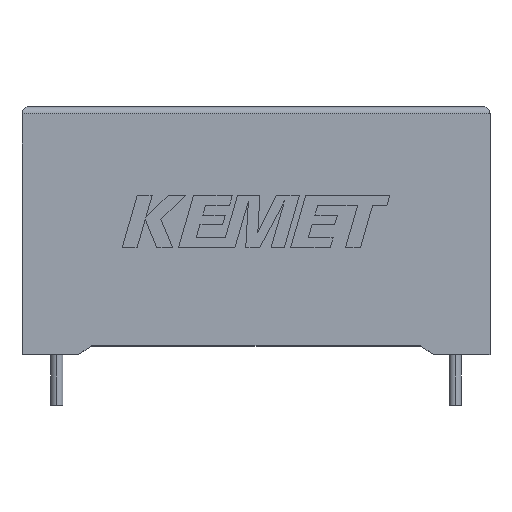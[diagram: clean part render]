
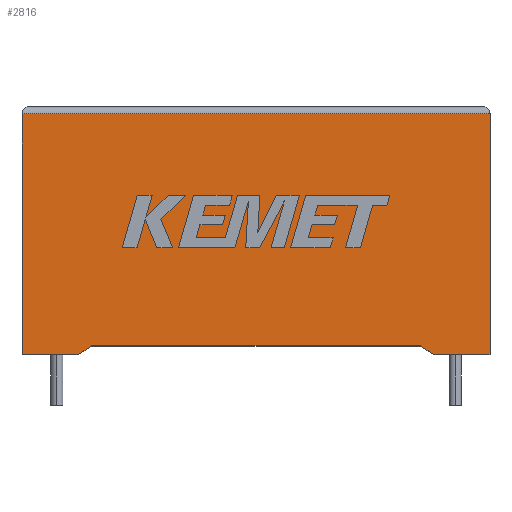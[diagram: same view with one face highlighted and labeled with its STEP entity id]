
A CAD part, top view. The second image highlights one B-rep face of the part: STEP entity #2816.
In plain terms, the highlighted planar face has unit normal (0, 0, 1).
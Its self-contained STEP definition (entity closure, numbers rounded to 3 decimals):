
#2 = CARTESIAN_POINT ( 'NONE',  ( 16.15, 0.59, 9.2 ) ) ;
#18 = DIRECTION ( 'NONE',  ( 0., -1., 0. ) ) ;
#32 = VECTOR ( 'NONE', #699, 1000. ) ;
#91 = VERTEX_POINT ( 'NONE', #2121 ) ;
#143 = CARTESIAN_POINT ( 'NONE',  ( 0., 0., 9.2 ) ) ;
#213 = VECTOR ( 'NONE', #2264, 1000. ) ;
#345 = EDGE_CURVE ( 'NONE', #496, #2344, #2253, .T. ) ;
#496 = VERTEX_POINT ( 'NONE', #2602 ) ;
#531 = VECTOR ( 'NONE', #18, 1000. ) ;
#676 = ORIENTED_EDGE ( 'NONE', *, *, #2889, .T. ) ;
#683 = ORIENTED_EDGE ( 'NONE', *, *, #345, .T. ) ;
#685 = LINE ( 'NONE', #2202, #32 ) ;
#686 = EDGE_CURVE ( 'NONE', #2590, #1961, #1513, .T. ) ;
#699 = DIRECTION ( 'NONE',  ( 1., 0., 0. ) ) ;
#749 = VECTOR ( 'NONE', #2986, 1000. ) ;
#756 = ORIENTED_EDGE ( 'NONE', *, *, #2925, .T. ) ;
#874 = FACE_OUTER_BOUND ( 'NONE', #2757, .T. ) ;
#992 = CARTESIAN_POINT ( 'NONE',  ( 4.797, 0.59, 9.2 ) ) ;
#999 = CARTESIAN_POINT ( 'NONE',  ( 27.503, 0.59, 9.2 ) ) ;
#1016 = CARTESIAN_POINT ( 'NONE',  ( 0., 16.6, 9.2 ) ) ;
#1029 = VERTEX_POINT ( 'NONE', #1016 ) ;
#1149 = DIRECTION ( 'NONE',  ( -1., 0., 0. ) ) ;
#1167 = ORIENTED_EDGE ( 'NONE', *, *, #686, .F. ) ;
#1187 = LINE ( 'NONE', #1685, #2627 ) ;
#1259 = VERTEX_POINT ( 'NONE', #999 ) ;
#1264 = AXIS2_PLACEMENT_3D ( 'NONE', #1803, #2086, #1149 ) ;
#1265 = EDGE_CURVE ( 'NONE', #2159, #1029, #1187, .T. ) ;
#1281 = CARTESIAN_POINT ( 'NONE',  ( 32.3, 0., 9.2 ) ) ;
#1443 = DIRECTION ( 'NONE',  ( -1., 0., 0. ) ) ;
#1456 = LINE ( 'NONE', #2, #1927 ) ;
#1513 = LINE ( 'NONE', #1784, #213 ) ;
#1555 = LINE ( 'NONE', #1281, #2087 ) ;
#1621 = CARTESIAN_POINT ( 'NONE',  ( 0., 0., 9.2 ) ) ;
#1685 = CARTESIAN_POINT ( 'NONE',  ( 0., 16.6, 9.2 ) ) ;
#1752 = CARTESIAN_POINT ( 'NONE',  ( 3.9, 0., 9.2 ) ) ;
#1782 = DIRECTION ( 'NONE',  ( 0., 1., 0. ) ) ;
#1784 = CARTESIAN_POINT ( 'NONE',  ( 3.9, 0., 9.2 ) ) ;
#1803 = CARTESIAN_POINT ( 'NONE',  ( 0., 0., 9.2 ) ) ;
#1927 = VECTOR ( 'NONE', #1443, 1000. ) ;
#1937 = EDGE_CURVE ( 'NONE', #2344, #2159, #1555, .T. ) ;
#1961 = VERTEX_POINT ( 'NONE', #1752 ) ;
#2086 = DIRECTION ( 'NONE',  ( 0., 0., -1. ) ) ;
#2087 = VECTOR ( 'NONE', #1782, 1000. ) ;
#2121 = CARTESIAN_POINT ( 'NONE',  ( 0., 0., 9.2 ) ) ;
#2130 = LINE ( 'NONE', #1621, #531 ) ;
#2159 = VERTEX_POINT ( 'NONE', #2760 ) ;
#2202 = CARTESIAN_POINT ( 'NONE',  ( 0., 0., 9.2 ) ) ;
#2204 = ORIENTED_EDGE ( 'NONE', *, *, #2623, .F. ) ;
#2253 = LINE ( 'NONE', #143, #749 ) ;
#2264 = DIRECTION ( 'NONE',  ( -0.836, -0.549, 0. ) ) ;
#2315 = PLANE ( 'NONE',  #1264 ) ;
#2344 = VERTEX_POINT ( 'NONE', #2908 ) ;
#2500 = LINE ( 'NONE', #2535, #2642 ) ;
#2535 = CARTESIAN_POINT ( 'NONE',  ( 28.4, 0., 9.2 ) ) ;
#2590 = VERTEX_POINT ( 'NONE', #992 ) ;
#2602 = CARTESIAN_POINT ( 'NONE',  ( 28.4, 0., 9.2 ) ) ;
#2619 = DIRECTION ( 'NONE',  ( -1., 0., 0. ) ) ;
#2623 = EDGE_CURVE ( 'NONE', #1259, #2590, #1456, .T. ) ;
#2627 = VECTOR ( 'NONE', #2619, 1000. ) ;
#2642 = VECTOR ( 'NONE', #2965, 1000. ) ;
#2678 = ORIENTED_EDGE ( 'NONE', *, *, #1265, .T. ) ;
#2757 = EDGE_LOOP ( 'NONE', ( #2840, #2678, #756, #676, #1167, #2204, #3051, #683 ) ) ;
#2760 = CARTESIAN_POINT ( 'NONE',  ( 32.3, 16.6, 9.2 ) ) ;
#2800 = EDGE_CURVE ( 'NONE', #1259, #496, #2500, .T. ) ;
#2816 = ADVANCED_FACE ( 'NONE', ( #874 ), #2315, .F. ) ;
#2840 = ORIENTED_EDGE ( 'NONE', *, *, #1937, .T. ) ;
#2889 = EDGE_CURVE ( 'NONE', #91, #1961, #685, .T. ) ;
#2908 = CARTESIAN_POINT ( 'NONE',  ( 32.3, 0., 9.2 ) ) ;
#2925 = EDGE_CURVE ( 'NONE', #1029, #91, #2130, .T. ) ;
#2965 = DIRECTION ( 'NONE',  ( 0.836, -0.549, 0. ) ) ;
#2986 = DIRECTION ( 'NONE',  ( 1., 0., 0. ) ) ;
#3051 = ORIENTED_EDGE ( 'NONE', *, *, #2800, .T. ) ;
